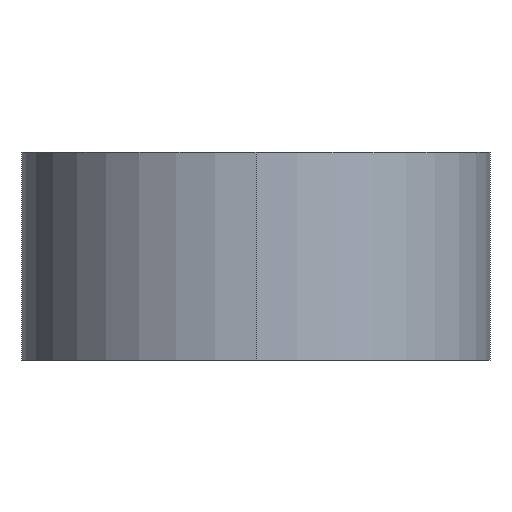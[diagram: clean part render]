
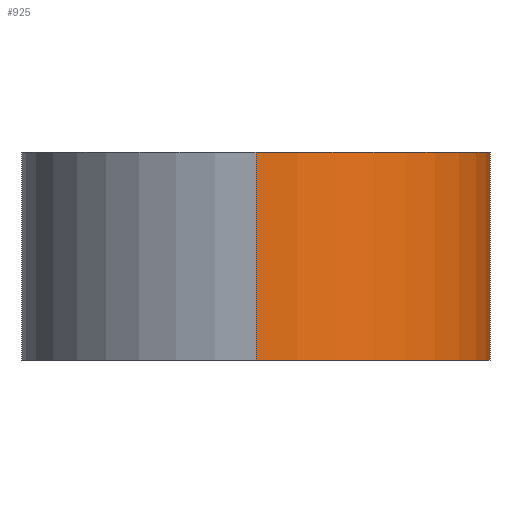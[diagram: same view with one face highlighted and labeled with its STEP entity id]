
A CAD part, left-side view. The second image highlights one B-rep face of the part: STEP entity #925.
In plain terms, the highlighted cylindrical face has radius 22.5 mm (diameter 45 mm), a partial arc.
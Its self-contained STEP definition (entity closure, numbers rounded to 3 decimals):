
#27 = CARTESIAN_POINT ( 'NONE',  ( 0., 0., 0. ) ) ;
#30 = ORIENTED_EDGE ( 'NONE', *, *, #171, .F. ) ;
#168 = VERTEX_POINT ( 'NONE', #314 ) ;
#171 = EDGE_CURVE ( 'NONE', #819, #711, #834, .T. ) ;
#188 = CIRCLE ( 'NONE', #553, 22.5 ) ;
#194 = DIRECTION ( 'NONE',  ( 1., 0., 0. ) ) ;
#199 = EDGE_LOOP ( 'NONE', ( #679, #863, #637, #30 ) ) ;
#294 = CARTESIAN_POINT ( 'NONE',  ( -22.5, 0., 20. ) ) ;
#314 = CARTESIAN_POINT ( 'NONE',  ( -22.5, 0., 20. ) ) ;
#328 = CARTESIAN_POINT ( 'NONE',  ( 0., 0., 20. ) ) ;
#404 = VERTEX_POINT ( 'NONE', #429 ) ;
#429 = CARTESIAN_POINT ( 'NONE',  ( -22.5, 0., 0. ) ) ;
#465 = CIRCLE ( 'NONE', #1032, 22.5 ) ;
#499 = CARTESIAN_POINT ( 'NONE',  ( 0., -22.5, 0. ) ) ;
#553 = AXIS2_PLACEMENT_3D ( 'NONE', #27, #1592, #1474 ) ;
#559 = LINE ( 'NONE', #294, #794 ) ;
#610 = CARTESIAN_POINT ( 'NONE',  ( 0., -22.5, 20. ) ) ;
#618 = CYLINDRICAL_SURFACE ( 'NONE', #769, 22.5 ) ;
#637 = ORIENTED_EDGE ( 'NONE', *, *, #855, .T. ) ;
#679 = ORIENTED_EDGE ( 'NONE', *, *, #975, .F. ) ;
#711 = VERTEX_POINT ( 'NONE', #499 ) ;
#750 = CARTESIAN_POINT ( 'NONE',  ( 0., -22.5, 20. ) ) ;
#769 = AXIS2_PLACEMENT_3D ( 'NONE', #1126, #1520, #858 ) ;
#794 = VECTOR ( 'NONE', #815, 1000. ) ;
#815 = DIRECTION ( 'NONE',  ( 0., 0., -1. ) ) ;
#819 = VERTEX_POINT ( 'NONE', #750 ) ;
#834 = LINE ( 'NONE', #610, #993 ) ;
#851 = DIRECTION ( 'NONE',  ( 0., 0., 1. ) ) ;
#855 = EDGE_CURVE ( 'NONE', #404, #711, #188, .T. ) ;
#858 = DIRECTION ( 'NONE',  ( -1., 0., 0. ) ) ;
#863 = ORIENTED_EDGE ( 'NONE', *, *, #1325, .T. ) ;
#925 = ADVANCED_FACE ( 'NONE', ( #1253 ), #618, .T. ) ;
#975 = EDGE_CURVE ( 'NONE', #168, #819, #465, .T. ) ;
#993 = VECTOR ( 'NONE', #1128, 1000. ) ;
#1032 = AXIS2_PLACEMENT_3D ( 'NONE', #328, #851, #194 ) ;
#1126 = CARTESIAN_POINT ( 'NONE',  ( 0., 0., 20. ) ) ;
#1128 = DIRECTION ( 'NONE',  ( 0., 0., -1. ) ) ;
#1253 = FACE_OUTER_BOUND ( 'NONE', #199, .T. ) ;
#1325 = EDGE_CURVE ( 'NONE', #168, #404, #559, .T. ) ;
#1474 = DIRECTION ( 'NONE',  ( 1., 0., 0. ) ) ;
#1520 = DIRECTION ( 'NONE',  ( 0., 0., -1. ) ) ;
#1592 = DIRECTION ( 'NONE',  ( 0., 0., 1. ) ) ;
